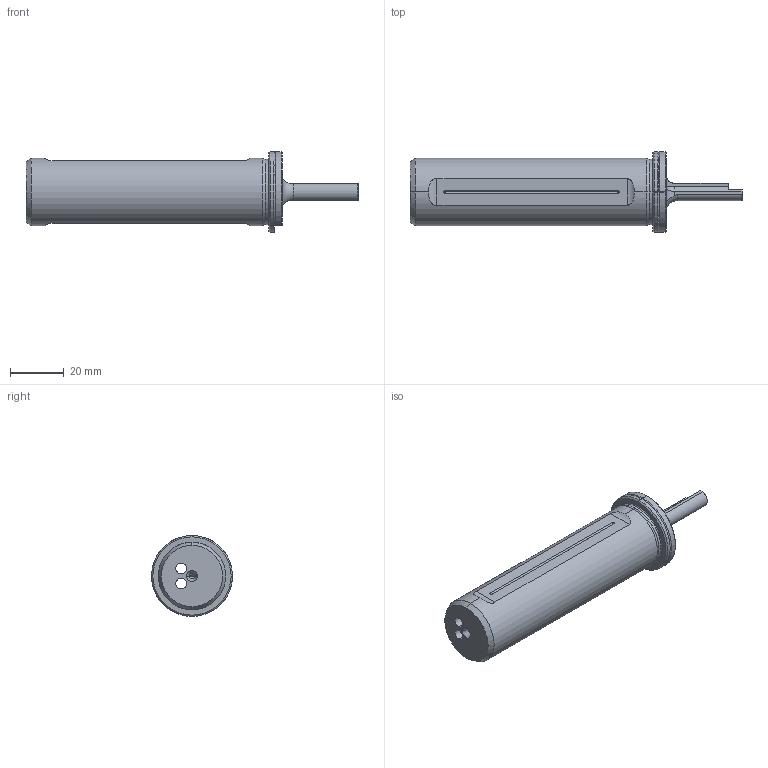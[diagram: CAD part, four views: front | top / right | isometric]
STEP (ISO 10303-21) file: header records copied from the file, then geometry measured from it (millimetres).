
FILE_DESCRIPTION (( 'STEP AP203' ), '1' );
FILE_NAME ('UT-2-25.STEP', '2023-07-18T12:37:02', ( 'TECNICO' ), ( '' ), 'SwSTEP 2.0', 'SolidWorks 2020', '' );
FILE_SCHEMA (( 'CONFIG_CONTROL_DESIGN' ));
Length unit declared in the file: millimetre
Products named in the file (1): UT-2-25
Bounding box: 123 x 30 x 30 mm (x, y, z)
Volume: 44706.7 mm3; surface area: 11910.1 mm2
Topology: 1 solids, 1 shells, 111 faces, 283 edges, 166 vertices
Faces by surface type: cylinder 38, plane 35, cone 23, torus 9, sphere 6
Entity records: 3545 total; most frequent: CARTESIAN_POINT 854, DIRECTION 558, ORIENTED_EDGE 542, EDGE_CURVE 271, AXIS2_PLACEMENT_3D 212, VERTEX_POINT 166, LINE 134, VECTOR 134
